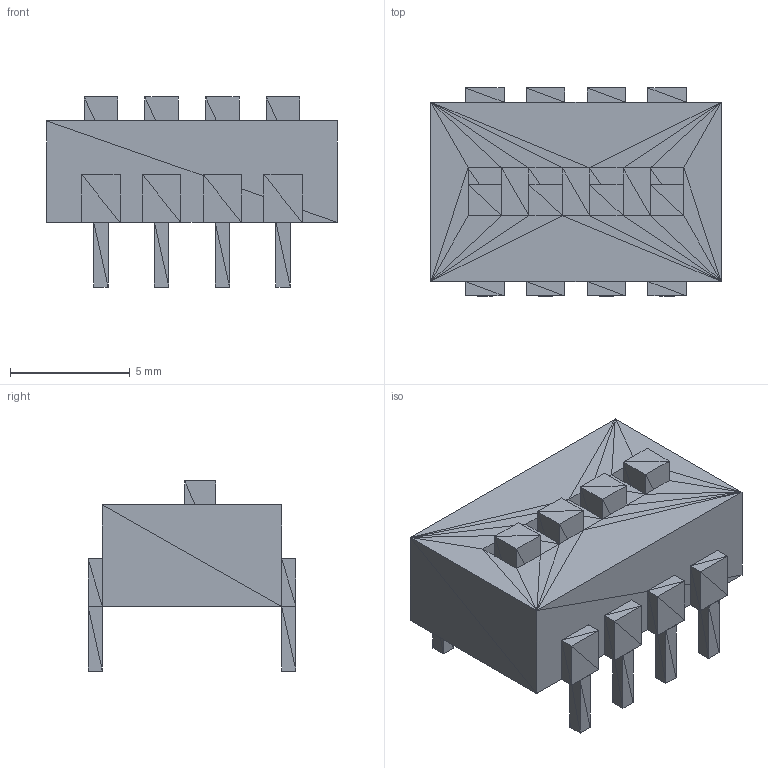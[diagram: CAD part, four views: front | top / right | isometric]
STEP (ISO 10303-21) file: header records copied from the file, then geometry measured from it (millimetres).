
FILE_DESCRIPTION(('FreeCAD Model'),'2;1');
FILE_NAME('Open CASCADE Shape Model','2024-05-05T00:01:59',('Author'),( ''),'Open CASCADE STEP processor 7.6','FreeCAD','Unknown');
FILE_SCHEMA(('AUTOMOTIVE_DESIGN { 1 0 10303 214 1 1 1 1 }'));
Length unit declared in the file: millimetre
Products named in the file (320): KSD_04H; SW; KSD_04H121; KSD_04H122; KSD_04H117; KSD_04H118; KSD_04H119; KSD_04H120; KSD_04H113; KSD_04H114; KSD_04H103; KSD_04H104; KSD_04H105; KSD_04H106; KSD_04H110; KSD_04H109; KSD_04H115; KSD_04H116; KSD_04H101; KSD_04H102; KSD_04H094; KSD_04H093; KSD_04H098; KSD_04H097; KSD_04H091; KSD_04H092; KSD_04H081; KSD_04H082; KSD_04H085; KSD_04H086; KSD_04H079; KSD_04H080; KSD_04H078; KSD_04H077; KSD_04H083; KSD_04H084; KSD_04H089; KSD_04H090; KSD_04H095; KSD_04H096 ...
Assembly tree (319 placements, depth 3):
  KSD_04H
    SW
      KSD_04H121
      KSD_04H122
      KSD_04H117
      KSD_04H118
      KSD_04H119
      KSD_04H120
      KSD_04H113
      KSD_04H114
      KSD_04H103
      KSD_04H104
      KSD_04H105
      KSD_04H106
      KSD_04H110
      KSD_04H109
      KSD_04H115
      KSD_04H116
      KSD_04H101
      KSD_04H102
      KSD_04H094
      KSD_04H093
      KSD_04H098
      KSD_04H097
      KSD_04H091
      KSD_04H092
      KSD_04H081
      KSD_04H082
      KSD_04H085
      KSD_04H086
      KSD_04H079
      KSD_04H080
      KSD_04H078
      KSD_04H077
      KSD_04H083
      KSD_04H084
      KSD_04H089
      KSD_04H090
      KSD_04H095
      KSD_04H096
      KSD_04H107
      KSD_04H108
    BODY
      KSD_04H001
      KSD_04H002
      KSD_04H003
      KSD_04H004
      KSD_04H005
      KSD_04H006
      KSD_04H007
      KSD_04H008
      KSD_04H009
      KSD_04H010
      KSD_04H011
      KSD_04H012
      KSD_04H013
      KSD_04H014
      KSD_04H015
      KSD_04H016
      KSD_04H017
Bounding box: 12.14 x 8.7 x 7.95 mm (x, y, z)
Surface area: 626.2 mm2 (no closed solid volume)
Topology: 0 solids, 316 shells, 316 faces, 948 edges, 948 vertices
Faces by surface type: plane 316
Entity records: 19666 total; most frequent: CARTESIAN_POINT 2532, DIRECTION 2220, ORIENTED_EDGE 948, EDGE_CURVE 948, VERTEX_POINT 948, LINE 948, VECTOR 948, PRODUCT_DEFINITION_SHAPE 639
